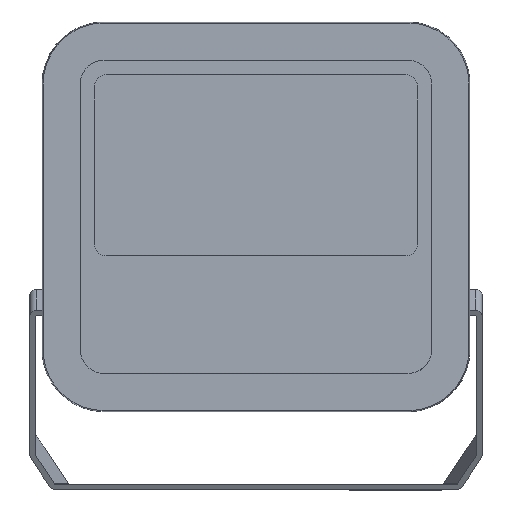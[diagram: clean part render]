
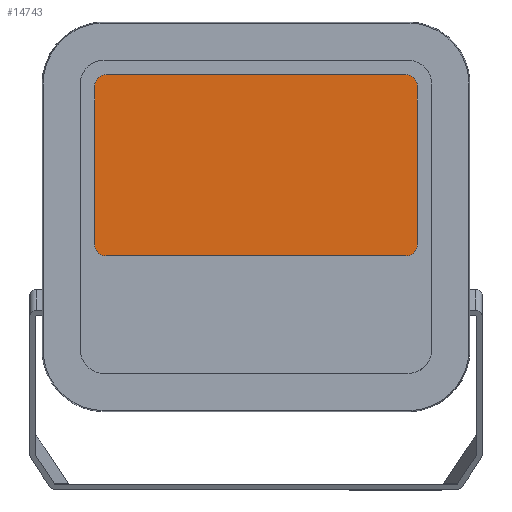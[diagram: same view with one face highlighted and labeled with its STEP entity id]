
A CAD part, top view. The second image highlights one B-rep face of the part: STEP entity #14743.
In plain terms, the highlighted face is planar.
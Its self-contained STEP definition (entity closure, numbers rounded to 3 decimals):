
#195 = DIRECTION ( 'NONE',  ( 1., 0., 0. ) ) ;
#991 = EDGE_CURVE ( 'NONE', #35301, #27703, #45515, .T. ) ;
#1144 = ORIENTED_EDGE ( 'NONE', *, *, #991, .F. ) ;
#2520 = CARTESIAN_POINT ( 'NONE',  ( -84.5, 92.825, 128.315 ) ) ;
#2752 = CIRCLE ( 'NONE', #38087, 6. ) ;
#3802 = CARTESIAN_POINT ( 'NONE',  ( 78.5, 92.825, 128.315 ) ) ;
#4343 = VERTEX_POINT ( 'NONE', #28866 ) ;
#5836 = AXIS2_PLACEMENT_3D ( 'NONE', #3802, #26180, #6661 ) ;
#6512 = ORIENTED_EDGE ( 'NONE', *, *, #12284, .F. ) ;
#6661 = DIRECTION ( 'NONE',  ( -1., 0., 0. ) ) ;
#7340 = LINE ( 'NONE', #43111, #10548 ) ;
#8096 = ORIENTED_EDGE ( 'NONE', *, *, #39620, .F. ) ;
#8222 = EDGE_CURVE ( 'NONE', #12310, #19897, #44058, .T. ) ;
#8319 = EDGE_LOOP ( 'NONE', ( #28883, #31303, #25987, #6512, #8096, #35803, #40392, #1144 ) ) ;
#9111 = CIRCLE ( 'NONE', #5836, 6. ) ;
#9516 = DIRECTION ( 'NONE',  ( -1., 0., 0. ) ) ;
#10548 = VECTOR ( 'NONE', #195, 1000. ) ;
#10765 = EDGE_CURVE ( 'NONE', #27703, #12310, #32395, .T. ) ;
#12197 = VERTEX_POINT ( 'NONE', #12767 ) ;
#12284 = EDGE_CURVE ( 'NONE', #4343, #37112, #42370, .T. ) ;
#12310 = VERTEX_POINT ( 'NONE', #49359 ) ;
#12767 = CARTESIAN_POINT ( 'NONE',  ( 78.5, 92.825, 122.315 ) ) ;
#13223 = CARTESIAN_POINT ( 'NONE',  ( -78.5, 92.825, 128.315 ) ) ;
#14743 = ADVANCED_FACE ( 'NONE', ( #17348 ), #24616, .T. ) ;
#15543 = AXIS2_PLACEMENT_3D ( 'NONE', #33118, #40855, #32640 ) ;
#17348 = FACE_OUTER_BOUND ( 'NONE', #8319, .T. ) ;
#19897 = VERTEX_POINT ( 'NONE', #37181 ) ;
#23907 = CARTESIAN_POINT ( 'NONE',  ( 84.5, 92.825, 128.315 ) ) ;
#24607 = DIRECTION ( 'NONE',  ( 0., -1., 0. ) ) ;
#24616 = PLANE ( 'NONE',  #15543 ) ;
#24975 = CARTESIAN_POINT ( 'NONE',  ( 78.5, 92.825, 211.315 ) ) ;
#25900 = DIRECTION ( 'NONE',  ( 0., 0., -1. ) ) ;
#25918 = DIRECTION ( 'NONE',  ( 0., 0., 1. ) ) ;
#25987 = ORIENTED_EDGE ( 'NONE', *, *, #42150, .F. ) ;
#26180 = DIRECTION ( 'NONE',  ( 0., -1., 0. ) ) ;
#27469 = DIRECTION ( 'NONE',  ( -1., 0., 0. ) ) ;
#27703 = VERTEX_POINT ( 'NONE', #33502 ) ;
#27757 = CARTESIAN_POINT ( 'NONE',  ( -78.5, 92.825, 122.315 ) ) ;
#28397 = AXIS2_PLACEMENT_3D ( 'NONE', #13223, #24607, #49058 ) ;
#28858 = CARTESIAN_POINT ( 'NONE',  ( -78.5, 92.825, 217.315 ) ) ;
#28866 = CARTESIAN_POINT ( 'NONE',  ( -84.5, 92.825, 211.315 ) ) ;
#28883 = ORIENTED_EDGE ( 'NONE', *, *, #36087, .F. ) ;
#29366 = DIRECTION ( 'NONE',  ( -1., 0., 0. ) ) ;
#30689 = AXIS2_PLACEMENT_3D ( 'NONE', #24975, #45072, #29366 ) ;
#31303 = ORIENTED_EDGE ( 'NONE', *, *, #32420, .F. ) ;
#31690 = CIRCLE ( 'NONE', #28397, 6. ) ;
#32395 = CIRCLE ( 'NONE', #30689, 6. ) ;
#32420 = EDGE_CURVE ( 'NONE', #33496, #12197, #7340, .T. ) ;
#32640 = DIRECTION ( 'NONE',  ( -1., 0., 0. ) ) ;
#33118 = CARTESIAN_POINT ( 'NONE',  ( -78.5, 92.825, 211.315 ) ) ;
#33496 = VERTEX_POINT ( 'NONE', #27757 ) ;
#33502 = CARTESIAN_POINT ( 'NONE',  ( 84.5, 92.825, 211.315 ) ) ;
#35301 = VERTEX_POINT ( 'NONE', #23907 ) ;
#35803 = ORIENTED_EDGE ( 'NONE', *, *, #8222, .F. ) ;
#36010 = DIRECTION ( 'NONE',  ( 0., -1., 0. ) ) ;
#36087 = EDGE_CURVE ( 'NONE', #12197, #35301, #9111, .T. ) ;
#36657 = VECTOR ( 'NONE', #25900, 1000. ) ;
#37112 = VERTEX_POINT ( 'NONE', #2520 ) ;
#37181 = CARTESIAN_POINT ( 'NONE',  ( -78.5, 92.825, 217.315 ) ) ;
#38054 = CARTESIAN_POINT ( 'NONE',  ( 84.5, 92.825, 211.315 ) ) ;
#38087 = AXIS2_PLACEMENT_3D ( 'NONE', #39589, #36010, #27469 ) ;
#39589 = CARTESIAN_POINT ( 'NONE',  ( -78.5, 92.825, 211.315 ) ) ;
#39620 = EDGE_CURVE ( 'NONE', #19897, #4343, #2752, .T. ) ;
#40392 = ORIENTED_EDGE ( 'NONE', *, *, #10765, .F. ) ;
#40855 = DIRECTION ( 'NONE',  ( 0., 1., 0. ) ) ;
#42150 = EDGE_CURVE ( 'NONE', #37112, #33496, #31690, .T. ) ;
#42370 = LINE ( 'NONE', #49862, #36657 ) ;
#43111 = CARTESIAN_POINT ( 'NONE',  ( 78.5, 92.825, 122.315 ) ) ;
#44058 = LINE ( 'NONE', #28858, #47296 ) ;
#45072 = DIRECTION ( 'NONE',  ( 0., -1., 0. ) ) ;
#45515 = LINE ( 'NONE', #38054, #48484 ) ;
#47296 = VECTOR ( 'NONE', #9516, 1000. ) ;
#48484 = VECTOR ( 'NONE', #25918, 1000. ) ;
#49058 = DIRECTION ( 'NONE',  ( -1., 0., 0. ) ) ;
#49359 = CARTESIAN_POINT ( 'NONE',  ( 78.5, 92.825, 217.315 ) ) ;
#49862 = CARTESIAN_POINT ( 'NONE',  ( -84.5, 92.825, 128.315 ) ) ;
